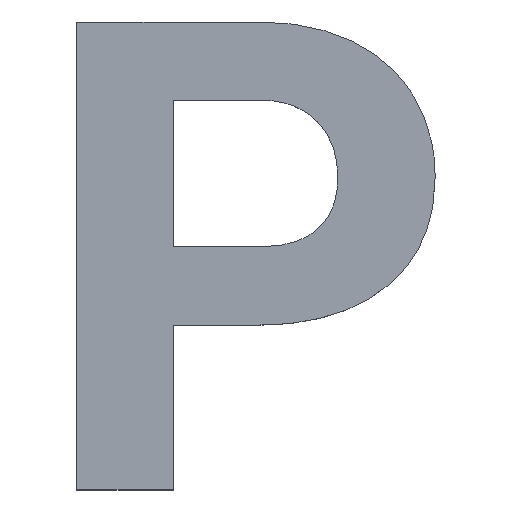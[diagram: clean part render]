
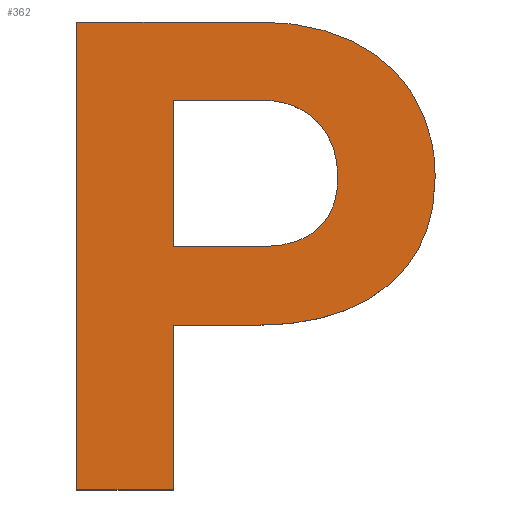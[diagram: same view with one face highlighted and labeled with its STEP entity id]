
A CAD part, top view. The second image highlights one B-rep face of the part: STEP entity #362.
In plain terms, the highlighted planar face has unit normal (0, 0, 1).
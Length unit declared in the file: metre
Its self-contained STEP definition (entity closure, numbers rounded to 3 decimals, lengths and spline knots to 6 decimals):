
#12=B_SPLINE_CURVE_WITH_KNOTS('',2,(#471,#472,#473),.UNSPECIFIED.,.F.,.F.,
(3,3),(0.,1.),.PIECEWISE_BEZIER_KNOTS.);
#14=B_SPLINE_CURVE_WITH_KNOTS('',2,(#488,#489,#490),.UNSPECIFIED.,.F.,.F.,
(3,3),(0.,1.),.PIECEWISE_BEZIER_KNOTS.);
#16=B_SPLINE_CURVE_WITH_KNOTS('',2,(#505,#506,#507),.UNSPECIFIED.,.F.,.F.,
(3,3),(0.,1.),.PIECEWISE_BEZIER_KNOTS.);
#18=B_SPLINE_CURVE_WITH_KNOTS('',2,(#537,#538,#539),.UNSPECIFIED.,.F.,.F.,
(3,3),(0.,1.),.PIECEWISE_BEZIER_KNOTS.);
#20=B_SPLINE_CURVE_WITH_KNOTS('',2,(#554,#555,#556),.UNSPECIFIED.,.F.,.F.,
(3,3),(0.,1.),.PIECEWISE_BEZIER_KNOTS.);
#22=B_SPLINE_CURVE_WITH_KNOTS('',2,(#571,#572,#573),.UNSPECIFIED.,.F.,.F.,
(3,3),(0.,1.),.PIECEWISE_BEZIER_KNOTS.);
#24=B_SPLINE_CURVE_WITH_KNOTS('',2,(#588,#589,#590),.UNSPECIFIED.,.F.,.F.,
(3,3),(0.,1.),.PIECEWISE_BEZIER_KNOTS.);
#26=B_SPLINE_CURVE_WITH_KNOTS('',2,(#605,#606,#607),.UNSPECIFIED.,.F.,.F.,
(3,3),(0.,1.),.PIECEWISE_BEZIER_KNOTS.);
#28=B_SPLINE_CURVE_WITH_KNOTS('',2,(#637,#638,#639),.UNSPECIFIED.,.F.,.F.,
(3,3),(0.,1.),.PIECEWISE_BEZIER_KNOTS.);
#124=ORIENTED_EDGE('',*,*,#160,.F.);
#125=ORIENTED_EDGE('',*,*,#164,.F.);
#126=ORIENTED_EDGE('',*,*,#167,.F.);
#127=ORIENTED_EDGE('',*,*,#170,.F.);
#128=ORIENTED_EDGE('',*,*,#173,.F.);
#129=ORIENTED_EDGE('',*,*,#176,.F.);
#130=ORIENTED_EDGE('',*,*,#179,.F.);
#131=ORIENTED_EDGE('',*,*,#182,.F.);
#132=ORIENTED_EDGE('',*,*,#185,.F.);
#133=ORIENTED_EDGE('',*,*,#188,.F.);
#134=ORIENTED_EDGE('',*,*,#141,.F.);
#135=ORIENTED_EDGE('',*,*,#145,.F.);
#136=ORIENTED_EDGE('',*,*,#148,.F.);
#137=ORIENTED_EDGE('',*,*,#151,.F.);
#138=ORIENTED_EDGE('',*,*,#154,.F.);
#139=ORIENTED_EDGE('',*,*,#157,.F.);
#140=ORIENTED_EDGE('',*,*,#190,.F.);
#141=EDGE_CURVE('',#192,#193,#226,.T.);
#145=EDGE_CURVE('',#196,#192,#230,.T.);
#148=EDGE_CURVE('',#198,#196,#233,.T.);
#151=EDGE_CURVE('',#200,#198,#12,.T.);
#154=EDGE_CURVE('',#202,#200,#14,.T.);
#157=EDGE_CURVE('',#204,#202,#16,.T.);
#160=EDGE_CURVE('',#206,#207,#239,.T.);
#164=EDGE_CURVE('',#210,#206,#243,.T.);
#167=EDGE_CURVE('',#212,#210,#18,.T.);
#170=EDGE_CURVE('',#214,#212,#20,.T.);
#173=EDGE_CURVE('',#216,#214,#22,.T.);
#176=EDGE_CURVE('',#218,#216,#24,.T.);
#179=EDGE_CURVE('',#220,#218,#26,.T.);
#182=EDGE_CURVE('',#222,#220,#251,.T.);
#185=EDGE_CURVE('',#224,#222,#254,.T.);
#188=EDGE_CURVE('',#207,#224,#257,.T.);
#190=EDGE_CURVE('',#193,#204,#28,.T.);
#192=VERTEX_POINT('',#444);
#193=VERTEX_POINT('',#445);
#196=VERTEX_POINT('',#453);
#198=VERTEX_POINT('',#459);
#200=VERTEX_POINT('',#474);
#202=VERTEX_POINT('',#491);
#204=VERTEX_POINT('',#508);
#206=VERTEX_POINT('',#516);
#207=VERTEX_POINT('',#517);
#210=VERTEX_POINT('',#525);
#212=VERTEX_POINT('',#540);
#214=VERTEX_POINT('',#557);
#216=VERTEX_POINT('',#574);
#218=VERTEX_POINT('',#591);
#220=VERTEX_POINT('',#608);
#222=VERTEX_POINT('',#616);
#224=VERTEX_POINT('',#622);
#226=LINE('',#443,#259);
#230=LINE('',#452,#263);
#233=LINE('',#458,#266);
#239=LINE('',#515,#272);
#243=LINE('',#524,#276);
#251=LINE('',#615,#284);
#254=LINE('',#621,#287);
#257=LINE('',#627,#290);
#259=VECTOR('',#390,1.);
#263=VECTOR('',#396,1.);
#266=VECTOR('',#401,1.);
#272=VECTOR('',#409,1.);
#276=VECTOR('',#415,1.);
#284=VECTOR('',#425,1.);
#287=VECTOR('',#430,1.);
#290=VECTOR('',#435,1.);
#311=EDGE_LOOP('',(#124,#125,#126,#127,#128,#129,#130,#131,#132,#133));
#312=EDGE_LOOP('',(#134,#135,#136,#137,#138,#139,#140));
#332=FACE_BOUND('',#311,.T.);
#333=FACE_BOUND('',#312,.T.);
#343=PLANE('',#385);
#362=ADVANCED_FACE('',(#332,#333),#343,.T.);
#385=AXIS2_PLACEMENT_3D('',#644,#439,#440);
#390=DIRECTION('',(1.,0.,0.));
#396=DIRECTION('',(0.,-1.,0.));
#401=DIRECTION('',(-1.,0.,0.));
#409=DIRECTION('',(0.,-1.,0.));
#415=DIRECTION('',(-1.,0.,0.));
#425=DIRECTION('',(1.,0.,0.));
#430=DIRECTION('',(0.,1.,0.));
#435=DIRECTION('',(-1.,0.,0.));
#439=DIRECTION('',(0.,0.,1.));
#440=DIRECTION('',(1.,0.,0.));
#443=CARTESIAN_POINT('',(0.192435,-0.01097,0.0095));
#444=CARTESIAN_POINT('',(0.191927,-0.01097,0.0095));
#445=CARTESIAN_POINT('',(0.192944,-0.01097,0.0095));
#452=CARTESIAN_POINT('',(0.191927,-0.010102,0.0095));
#453=CARTESIAN_POINT('',(0.191927,-0.009235,0.0095));
#458=CARTESIAN_POINT('',(0.192449,-0.009235,0.0095));
#459=CARTESIAN_POINT('',(0.192971,-0.009235,0.0095));
#471=CARTESIAN_POINT('',(0.193632,-0.009493,0.0095));
#472=CARTESIAN_POINT('',(0.193392,-0.009243,0.0095));
#473=CARTESIAN_POINT('',(0.192971,-0.009235,0.0095));
#474=CARTESIAN_POINT('',(0.193632,-0.009493,0.0095));
#488=CARTESIAN_POINT('',(0.193871,-0.01015,0.0095));
#489=CARTESIAN_POINT('',(0.193871,-0.009744,0.0095));
#490=CARTESIAN_POINT('',(0.193632,-0.009493,0.0095));
#491=CARTESIAN_POINT('',(0.193871,-0.01015,0.0095));
#505=CARTESIAN_POINT('',(0.193634,-0.010757,0.0095));
#506=CARTESIAN_POINT('',(0.193871,-0.010545,0.0095));
#507=CARTESIAN_POINT('',(0.193871,-0.01015,0.0095));
#508=CARTESIAN_POINT('',(0.193634,-0.010757,0.0095));
#515=CARTESIAN_POINT('',(0.191927,-0.012868,0.0095));
#516=CARTESIAN_POINT('',(0.191927,-0.011894,0.0095));
#517=CARTESIAN_POINT('',(0.191927,-0.013842,0.0095));
#524=CARTESIAN_POINT('',(0.192426,-0.011894,0.0095));
#525=CARTESIAN_POINT('',(0.192926,-0.011894,0.0095));
#537=CARTESIAN_POINT('',(0.194465,-0.011425,0.0095));
#538=CARTESIAN_POINT('',(0.193909,-0.011894,0.0095));
#539=CARTESIAN_POINT('',(0.192926,-0.011894,0.0095));
#540=CARTESIAN_POINT('',(0.194465,-0.011425,0.0095));
#554=CARTESIAN_POINT('',(0.195022,-0.010142,0.0095));
#555=CARTESIAN_POINT('',(0.195022,-0.010955,0.0095));
#556=CARTESIAN_POINT('',(0.194465,-0.011425,0.0095));
#557=CARTESIAN_POINT('',(0.195022,-0.010142,0.0095));
#571=CARTESIAN_POINT('',(0.194767,-0.009188,0.0095));
#572=CARTESIAN_POINT('',(0.195022,-0.009608,0.0095));
#573=CARTESIAN_POINT('',(0.195022,-0.010142,0.0095));
#574=CARTESIAN_POINT('',(0.194767,-0.009188,0.0095));
#588=CARTESIAN_POINT('',(0.19404,-0.00854,0.0095));
#589=CARTESIAN_POINT('',(0.194513,-0.008768,0.0095));
#590=CARTESIAN_POINT('',(0.194767,-0.009188,0.0095));
#591=CARTESIAN_POINT('',(0.19404,-0.00854,0.0095));
#605=CARTESIAN_POINT('',(0.192944,-0.008312,0.0095));
#606=CARTESIAN_POINT('',(0.193567,-0.008312,0.0095));
#607=CARTESIAN_POINT('',(0.19404,-0.00854,0.0095));
#608=CARTESIAN_POINT('',(0.192944,-0.008312,0.0095));
#615=CARTESIAN_POINT('',(0.191865,-0.008312,0.0095));
#616=CARTESIAN_POINT('',(0.190787,-0.008312,0.0095));
#621=CARTESIAN_POINT('',(0.190787,-0.011077,0.0095));
#622=CARTESIAN_POINT('',(0.190787,-0.013842,0.0095));
#627=CARTESIAN_POINT('',(0.191357,-0.013842,0.0095));
#637=CARTESIAN_POINT('',(0.192944,-0.01097,0.0095));
#638=CARTESIAN_POINT('',(0.193396,-0.01097,0.0095));
#639=CARTESIAN_POINT('',(0.193634,-0.010757,0.0095));
#644=CARTESIAN_POINT('',(0.104891,-0.015824,0.0095));
